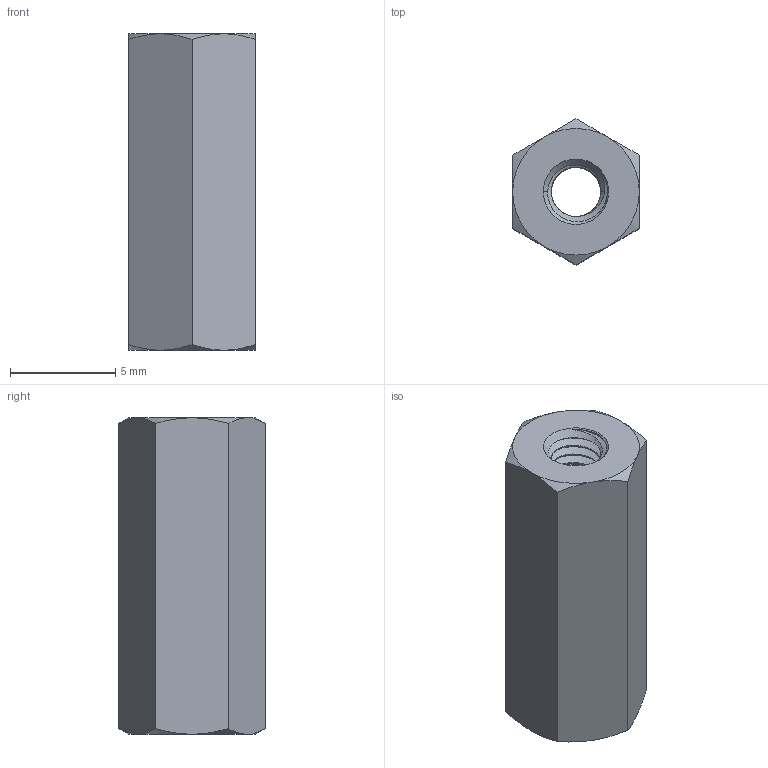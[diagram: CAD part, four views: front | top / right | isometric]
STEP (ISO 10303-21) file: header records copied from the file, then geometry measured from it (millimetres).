
FILE_DESCRIPTION (( 'STEP AP203' ), '1' );
FILE_NAME ('95947A523.step', '2017-06-12T15:19:20', ( '' ), ( '' ), 'SwSTEP 2.0', 'SolidWorks 2014', '' );
FILE_SCHEMA (( 'CONFIG_CONTROL_DESIGN' ));
Length unit declared in the file: millimetre
Products named in the file (1): 95947A523
Bounding box: 6 x 6.93 x 15 mm (x, y, z)
Volume: 381.1 mm3; surface area: 576 mm2
Topology: 1 solids, 1 shells, 90 faces, 252 edges, 164 vertices
Faces by surface type: cylinder 61, cone 18, plane 8, bspline 3
Entity records: 6578 total; most frequent: CARTESIAN_POINT 4626, ORIENTED_EDGE 504, DIRECTION 284, EDGE_CURVE 252, VERTEX_POINT 164, AXIS2_PLACEMENT_3D 106, EDGE_LOOP 92, FACE_OUTER_BOUND 90
